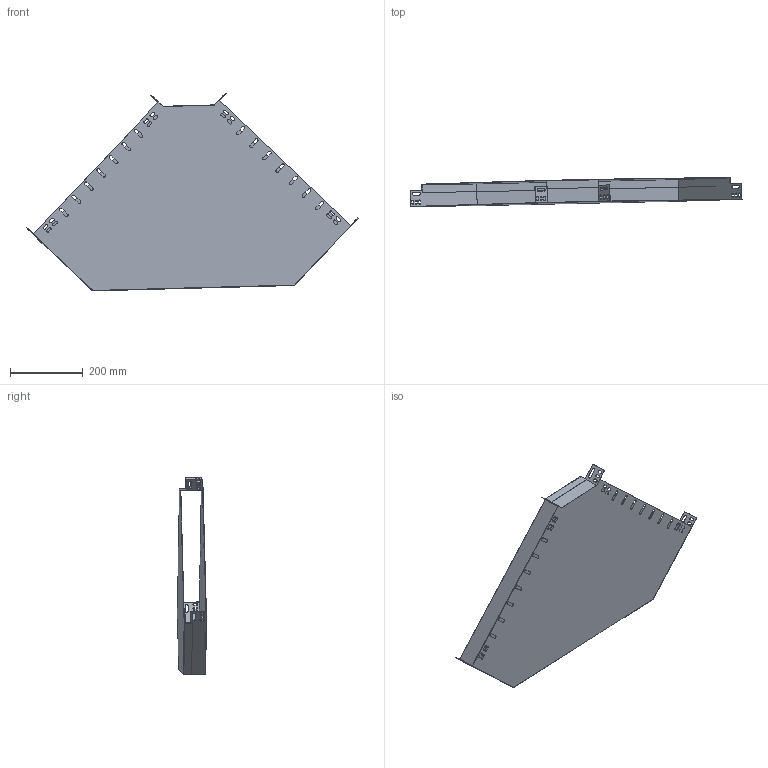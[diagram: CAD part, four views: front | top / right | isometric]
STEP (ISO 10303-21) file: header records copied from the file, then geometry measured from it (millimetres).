
FILE_DESCRIPTION (( 'STEP AP203' ), '1' );
FILE_NAME ('CLP1P-060-500-1 Ïîâîðîò íà 90 ãð. 60õ500 ìì..STEP', '2016-03-17T07:25:39', ( '' ), ( '' ), 'SwSTEP 2.0', 'SolidWorks 2014', '' );
FILE_SCHEMA (( 'CONFIG_CONTROL_DESIGN' ));
Length unit declared in the file: millimetre
Products named in the file (1): CLP1P-060-500-1 Ïîâîðîò íà 90 ãð. 60õ500 ìì.
Bounding box: 915.2 x 80.75 x 545.61 mm (x, y, z)
Volume: 533899.1 mm3; surface area: 1345816 mm2
Topology: 2 solids, 2 shells, 234 faces, 686 edges, 456 vertices
Faces by surface type: plane 142, cylinder 92
Entity records: 8041 total; most frequent: CARTESIAN_POINT 1377, ORIENTED_EDGE 1372, DIRECTION 1340, EDGE_CURVE 686, VECTOR 502, LINE 502, VERTEX_POINT 456, AXIS2_PLACEMENT_3D 419
